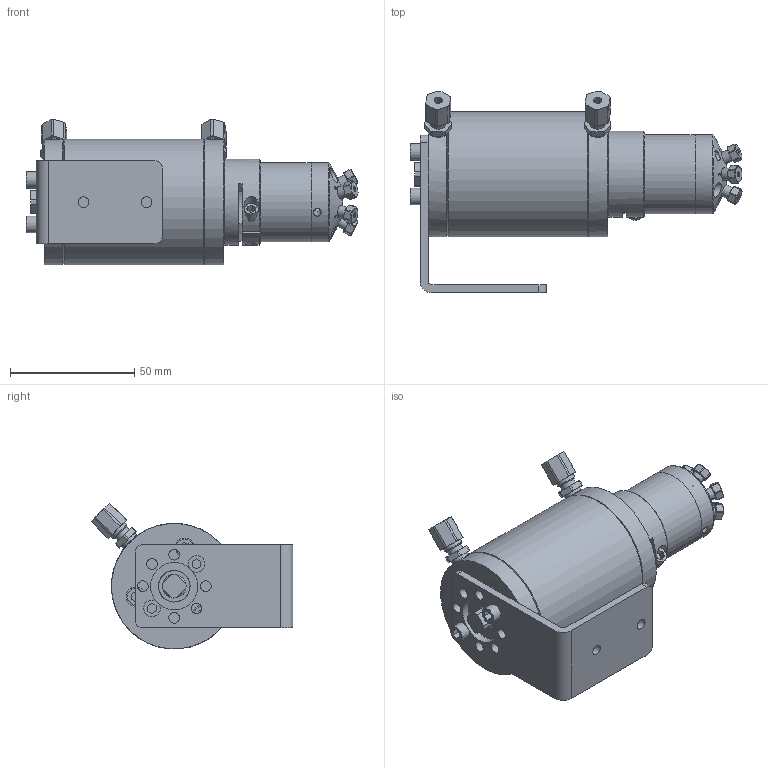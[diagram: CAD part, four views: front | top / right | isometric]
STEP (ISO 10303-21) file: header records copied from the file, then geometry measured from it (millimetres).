
FILE_DESCRIPTION((''),'2;1');
FILE_NAME('312353-C2-2006A 6 port 2-pos valve air actuated.stp','2013-08-14T15:27:27',('Franzp'),(''),'Autodesk Inventor 2013','Autodesk Inventor 2013','');
FILE_SCHEMA(('AUTOMOTIVE_DESIGN { 1 0 10303 214 1 1 1 1 }'));
Length unit declared in the file: millimetre
Products named in the file (1): 312353_Shrinkwrap_1
Bounding box: 133.69 x 81.22 x 58.72 mm (x, y, z)
Surface area: 37182.9 mm2 (no closed solid volume)
Topology: 0 solids, 47 shells, 311 faces, 1040 edges, 755 vertices
Faces by surface type: plane 160, cylinder 118, cone 31, bspline 1, torus 1
Full cylindrical faces by diameter (mm): 1.727 x6, 3.175 x1, 3.22 x2, 3.3 x4, 4.166 x1, 4.32 x8, 4.826 x6, 5.78 x1, 5.89 x2, 6.3 x2, 6.7 x2, 7.5 x2, 7.65 x2, 7.938 x2, 9.48 x1, 9.525 x1, 19.075 x1, 31.75 x2, 34.671 x1, 50.54 x2, 50.69 x1
Entity records: 12044 total; most frequent: CARTESIAN_POINT 3063, DIRECTION 1721, ORIENTED_EDGE 1537, EDGE_CURVE 919, VERTEX_POINT 711, AXIS2_PLACEMENT_3D 670, EDGE_LOOP 477, VECTOR 381
